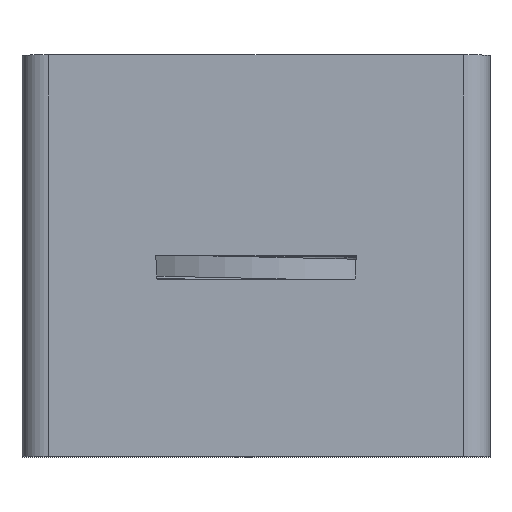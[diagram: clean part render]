
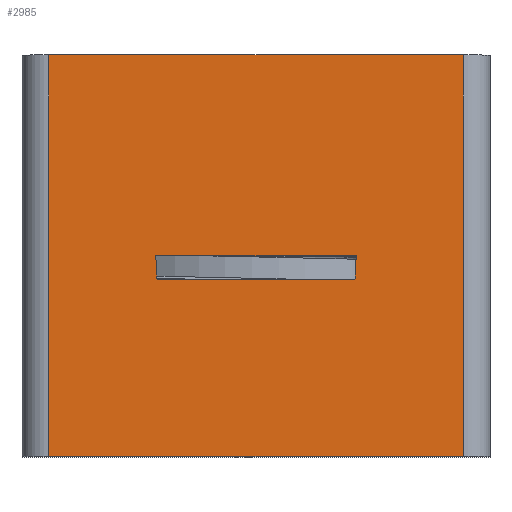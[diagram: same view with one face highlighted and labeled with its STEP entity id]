
A CAD part, top view. The second image highlights one B-rep face of the part: STEP entity #2985.
In plain terms, the highlighted planar face has unit normal (0, 0, 1).
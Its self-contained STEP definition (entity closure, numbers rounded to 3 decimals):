
#264=ORIENTED_EDGE('',*,*,#871,.F.);
#265=ORIENTED_EDGE('',*,*,#829,.T.);
#266=ORIENTED_EDGE('',*,*,#872,.F.);
#267=ORIENTED_EDGE('',*,*,#873,.F.);
#268=ORIENTED_EDGE('',*,*,#863,.F.);
#269=ORIENTED_EDGE('',*,*,#857,.T.);
#270=ORIENTED_EDGE('',*,*,#874,.T.);
#271=ORIENTED_EDGE('',*,*,#859,.F.);
#829=EDGE_CURVE('',#1141,#1140,#1348,.T.);
#857=EDGE_CURVE('',#1161,#1163,#1364,.T.);
#859=EDGE_CURVE('',#1164,#1166,#1365,.T.);
#863=EDGE_CURVE('',#1161,#1164,#1368,.T.);
#871=EDGE_CURVE('',#1141,#1173,#1376,.T.);
#872=EDGE_CURVE('',#1174,#1140,#1377,.T.);
#873=EDGE_CURVE('',#1173,#1174,#1378,.T.);
#874=EDGE_CURVE('',#1163,#1166,#1379,.T.);
#1140=VERTEX_POINT('',#3679);
#1141=VERTEX_POINT('',#3681);
#1161=VERTEX_POINT('',#3734);
#1163=VERTEX_POINT('',#3738);
#1164=VERTEX_POINT('',#3742);
#1166=VERTEX_POINT('',#3745);
#1173=VERTEX_POINT('',#3767);
#1174=VERTEX_POINT('',#3769);
#1348=LINE('',#3680,#1509);
#1364=LINE('',#3739,#1525);
#1365=LINE('',#3744,#1526);
#1368=LINE('',#3752,#1529);
#1376=LINE('',#3766,#1537);
#1377=LINE('',#3768,#1538);
#1378=LINE('',#3770,#1539);
#1379=LINE('',#3771,#1540);
#1509=VECTOR('',#3250,1000.);
#1525=VECTOR('',#3306,1000.);
#1526=VECTOR('',#3311,1000.);
#1529=VECTOR('',#3318,1000.);
#1537=VECTOR('',#3330,1000.);
#1538=VECTOR('',#3331,1000.);
#1539=VECTOR('',#3332,1000.);
#1540=VECTOR('',#3333,1000.);
#1681=EDGE_LOOP('',(#264,#265,#266,#267));
#1682=EDGE_LOOP('',(#268,#269,#270,#271));
#1834=FACE_BOUND('',#1681,.T.);
#1835=FACE_BOUND('',#1682,.T.);
#1980=PLANE('',#3134);
#2985=ADVANCED_FACE('',(#1834,#1835),#1980,.F.);
#3134=AXIS2_PLACEMENT_3D('',#3765,#3328,#3329);
#3250=DIRECTION('',(1.,0.,0.));
#3306=DIRECTION('',(0.,-1.,0.));
#3311=DIRECTION('',(0.,-1.,0.));
#3318=DIRECTION('',(1.,0.,0.));
#3328=DIRECTION('',(0.,0.,-1.));
#3329=DIRECTION('',(-1.,0.,0.));
#3330=DIRECTION('',(0.057,-0.998,0.));
#3331=DIRECTION('',(0.057,0.998,0.));
#3332=DIRECTION('',(1.,0.,0.));
#3333=DIRECTION('',(1.,0.,0.));
#3679=CARTESIAN_POINT('',(3.75,0.,24.));
#3680=CARTESIAN_POINT('',(-8.75,0.,24.));
#3681=CARTESIAN_POINT('',(-3.75,0.,24.));
#3734=CARTESIAN_POINT('',(-7.75,7.5,24.));
#3738=CARTESIAN_POINT('',(-7.75,-7.5,24.));
#3739=CARTESIAN_POINT('',(-7.75,7.5,24.));
#3742=CARTESIAN_POINT('',(7.75,7.5,24.));
#3744=CARTESIAN_POINT('',(7.75,7.5,24.));
#3745=CARTESIAN_POINT('',(7.75,-7.5,24.));
#3752=CARTESIAN_POINT('',(-8.75,7.5,24.));
#3765=CARTESIAN_POINT('',(-8.75,7.5,24.));
#3766=CARTESIAN_POINT('',(-3.75,0.,24.));
#3767=CARTESIAN_POINT('',(-3.7,-0.88,24.));
#3768=CARTESIAN_POINT('',(3.7,-0.88,24.));
#3769=CARTESIAN_POINT('',(3.7,-0.88,24.));
#3770=CARTESIAN_POINT('',(-3.7,-0.88,24.));
#3771=CARTESIAN_POINT('',(-8.75,-7.5,24.));
